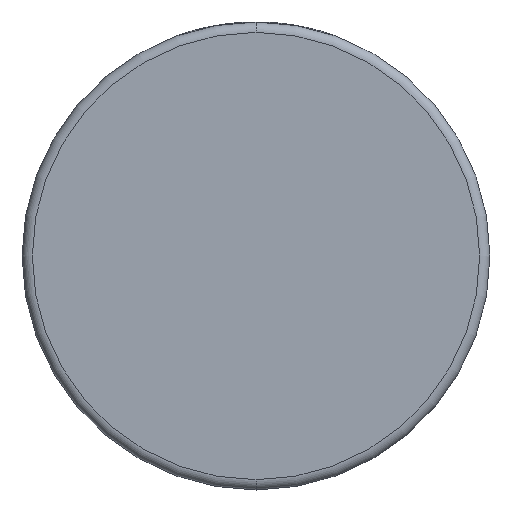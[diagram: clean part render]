
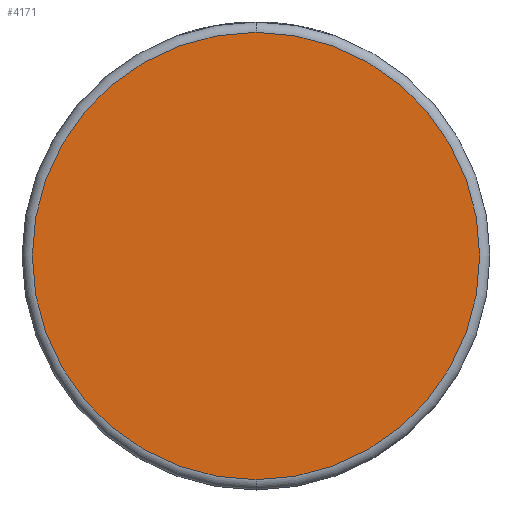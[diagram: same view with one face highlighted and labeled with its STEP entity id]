
A CAD part, front view. The second image highlights one B-rep face of the part: STEP entity #4171.
In plain terms, the highlighted planar face has unit normal (0, -1, 0).
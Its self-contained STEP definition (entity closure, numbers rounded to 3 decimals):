
#380 = FACE_OUTER_BOUND ( 'NONE', #1811, .T. ) ;
#437 = EDGE_CURVE ( 'NONE', #2582, #1203, #1710, .T. ) ;
#914 = AXIS2_PLACEMENT_3D ( 'NONE', #3433, #2802, #3741 ) ;
#1055 = CARTESIAN_POINT ( 'NONE',  ( 0., 0., 43.5 ) ) ;
#1203 = VERTEX_POINT ( 'NONE', #1055 ) ;
#1350 = EDGE_CURVE ( 'NONE', #1203, #2582, #3863, .T. ) ;
#1377 = DIRECTION ( 'NONE',  ( 0., 0., 1. ) ) ;
#1710 = CIRCLE ( 'NONE', #3231, 43.5 ) ;
#1771 = PLANE ( 'NONE',  #2666 ) ;
#1811 = EDGE_LOOP ( 'NONE', ( #3444, #2498 ) ) ;
#1868 = DIRECTION ( 'NONE',  ( 0., -1., 0. ) ) ;
#2131 = CARTESIAN_POINT ( 'NONE',  ( 0., 0., 0. ) ) ;
#2498 = ORIENTED_EDGE ( 'NONE', *, *, #437, .T. ) ;
#2582 = VERTEX_POINT ( 'NONE', #3427 ) ;
#2666 = AXIS2_PLACEMENT_3D ( 'NONE', #3311, #3297, #1377 ) ;
#2802 = DIRECTION ( 'NONE',  ( 0., -1., 0. ) ) ;
#3231 = AXIS2_PLACEMENT_3D ( 'NONE', #2131, #1868, #4126 ) ;
#3297 = DIRECTION ( 'NONE',  ( 0., 1., 0. ) ) ;
#3311 = CARTESIAN_POINT ( 'NONE',  ( 0., 0., 0. ) ) ;
#3427 = CARTESIAN_POINT ( 'NONE',  ( 0., 0., -43.5 ) ) ;
#3433 = CARTESIAN_POINT ( 'NONE',  ( 0., 0., 0. ) ) ;
#3444 = ORIENTED_EDGE ( 'NONE', *, *, #1350, .T. ) ;
#3741 = DIRECTION ( 'NONE',  ( 0., 0., 1. ) ) ;
#3863 = CIRCLE ( 'NONE', #914, 43.5 ) ;
#4126 = DIRECTION ( 'NONE',  ( 0., 0., 1. ) ) ;
#4171 = ADVANCED_FACE ( 'NONE', ( #380 ), #1771, .F. ) ;
